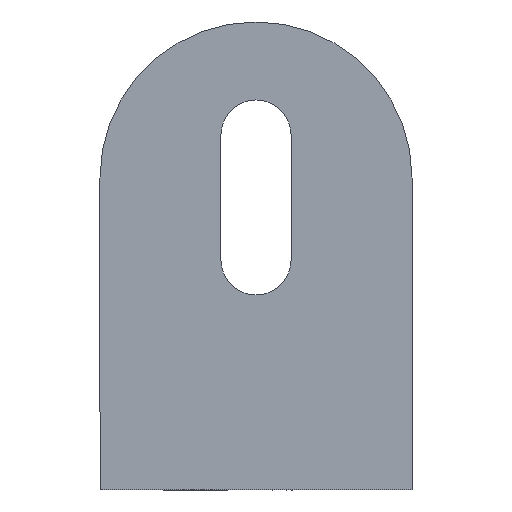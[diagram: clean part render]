
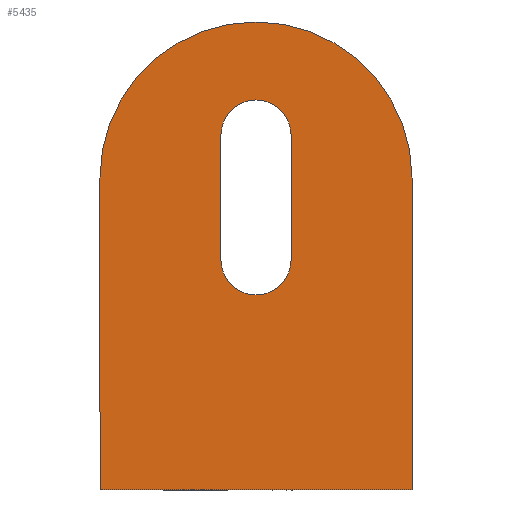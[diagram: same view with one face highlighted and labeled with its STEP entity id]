
A CAD part, left-side view. The second image highlights one B-rep face of the part: STEP entity #5435.
In plain terms, the highlighted planar face has unit normal (-1, 0, 0).
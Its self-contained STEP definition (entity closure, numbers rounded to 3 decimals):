
#22 = VECTOR ( 'NONE', #6492, 1000. ) ;
#38 = EDGE_CURVE ( 'NONE', #7202, #471, #6094, .T. ) ;
#114 = DIRECTION ( 'NONE',  ( 0., -1., 0. ) ) ;
#188 = CARTESIAN_POINT ( 'NONE',  ( -3., -20., 40. ) ) ;
#471 = VERTEX_POINT ( 'NONE', #188 ) ;
#839 = EDGE_CURVE ( 'NONE', #3174, #3793, #4972, .T. ) ;
#953 = AXIS2_PLACEMENT_3D ( 'NONE', #6833, #8330, #2103 ) ;
#972 = CARTESIAN_POINT ( 'NONE',  ( -3., -4.5, 45.5 ) ) ;
#1108 = EDGE_CURVE ( 'NONE', #471, #8404, #3238, .T. ) ;
#1126 = ORIENTED_EDGE ( 'NONE', *, *, #1293, .T. ) ;
#1293 = EDGE_CURVE ( 'NONE', #1859, #3174, #4464, .T. ) ;
#1616 = EDGE_CURVE ( 'NONE', #3793, #8127, #7302, .T. ) ;
#1710 = CARTESIAN_POINT ( 'NONE',  ( -3., 0., 29.5 ) ) ;
#1823 = VERTEX_POINT ( 'NONE', #6638 ) ;
#1859 = VERTEX_POINT ( 'NONE', #5130 ) ;
#2103 = DIRECTION ( 'NONE',  ( 0., 0., 1. ) ) ;
#2384 = DIRECTION ( 'NONE',  ( 0., 0., -1. ) ) ;
#2418 = PLANE ( 'NONE',  #3053 ) ;
#2421 = AXIS2_PLACEMENT_3D ( 'NONE', #1710, #2510, #8046 ) ;
#2453 = DIRECTION ( 'NONE',  ( -1., 0., 0. ) ) ;
#2510 = DIRECTION ( 'NONE',  ( 1., 0., 0. ) ) ;
#2518 = ORIENTED_EDGE ( 'NONE', *, *, #7048, .T. ) ;
#2847 = AXIS2_PLACEMENT_3D ( 'NONE', #9522, #4779, #5474 ) ;
#3022 = ORIENTED_EDGE ( 'NONE', *, *, #1108, .T. ) ;
#3027 = LINE ( 'NONE', #7865, #6962 ) ;
#3053 = AXIS2_PLACEMENT_3D ( 'NONE', #7956, #2453, #3237 ) ;
#3138 = DIRECTION ( 'NONE',  ( 1., 0., 0. ) ) ;
#3168 = DIRECTION ( 'NONE',  ( 0., 0., 1. ) ) ;
#3174 = VERTEX_POINT ( 'NONE', #5454 ) ;
#3237 = DIRECTION ( 'NONE',  ( 0., 0., 1. ) ) ;
#3238 = CIRCLE ( 'NONE', #6534, 20. ) ;
#3250 = VECTOR ( 'NONE', #3168, 1000. ) ;
#3311 = CARTESIAN_POINT ( 'NONE',  ( -3., -20., 0. ) ) ;
#3346 = CARTESIAN_POINT ( 'NONE',  ( -3., 20., 0. ) ) ;
#3793 = VERTEX_POINT ( 'NONE', #5015 ) ;
#3916 = VECTOR ( 'NONE', #114, 1000. ) ;
#4031 = CIRCLE ( 'NONE', #953, 20. ) ;
#4188 = FACE_OUTER_BOUND ( 'NONE', #8969, .T. ) ;
#4464 = CIRCLE ( 'NONE', #2421, 4.5 ) ;
#4726 = DIRECTION ( 'NONE',  ( 0., 0., -1. ) ) ;
#4748 = EDGE_CURVE ( 'NONE', #1823, #1859, #7401, .T. ) ;
#4779 = DIRECTION ( 'NONE',  ( 1., 0., 0. ) ) ;
#4972 = LINE ( 'NONE', #8799, #22 ) ;
#5015 = CARTESIAN_POINT ( 'NONE',  ( -3., 4.5, 45.5 ) ) ;
#5038 = ORIENTED_EDGE ( 'NONE', *, *, #1616, .T. ) ;
#5130 = CARTESIAN_POINT ( 'NONE',  ( -3., 0., 25. ) ) ;
#5204 = DIRECTION ( 'NONE',  ( 0., 0., 1. ) ) ;
#5435 = ADVANCED_FACE ( 'NONE', ( #5664, #4188 ), #2418, .T. ) ;
#5454 = CARTESIAN_POINT ( 'NONE',  ( -3., 4.5, 29.5 ) ) ;
#5474 = DIRECTION ( 'NONE',  ( 0., 0., -1. ) ) ;
#5543 = CARTESIAN_POINT ( 'NONE',  ( -3., 20., 40. ) ) ;
#5606 = ORIENTED_EDGE ( 'NONE', *, *, #4748, .T. ) ;
#5664 = FACE_BOUND ( 'NONE', #8562, .T. ) ;
#5744 = CARTESIAN_POINT ( 'NONE',  ( -3., 20., 0. ) ) ;
#5749 = ORIENTED_EDGE ( 'NONE', *, *, #7571, .T. ) ;
#5854 = VERTEX_POINT ( 'NONE', #5543 ) ;
#5876 = VECTOR ( 'NONE', #9032, 1000. ) ;
#5894 = LINE ( 'NONE', #5744, #3916 ) ;
#5976 = DIRECTION ( 'NONE',  ( -1., 0., 0. ) ) ;
#6094 = LINE ( 'NONE', #8699, #3250 ) ;
#6492 = DIRECTION ( 'NONE',  ( 0., 0., 1. ) ) ;
#6534 = AXIS2_PLACEMENT_3D ( 'NONE', #9061, #5976, #5204 ) ;
#6638 = CARTESIAN_POINT ( 'NONE',  ( -3., -4.5, 29.5 ) ) ;
#6833 = CARTESIAN_POINT ( 'NONE',  ( -3., 0., 40. ) ) ;
#6858 = AXIS2_PLACEMENT_3D ( 'NONE', #7130, #3138, #4726 ) ;
#6962 = VECTOR ( 'NONE', #2384, 1000. ) ;
#7048 = EDGE_CURVE ( 'NONE', #9538, #7202, #5894, .T. ) ;
#7130 = CARTESIAN_POINT ( 'NONE',  ( -3., 0., 45.5 ) ) ;
#7202 = VERTEX_POINT ( 'NONE', #3311 ) ;
#7214 = CARTESIAN_POINT ( 'NONE',  ( -3., 0., 60. ) ) ;
#7302 = CIRCLE ( 'NONE', #6858, 4.5 ) ;
#7401 = CIRCLE ( 'NONE', #2847, 4.5 ) ;
#7571 = EDGE_CURVE ( 'NONE', #8404, #5854, #4031, .T. ) ;
#7589 = CARTESIAN_POINT ( 'NONE',  ( -3., -4.5, 45.5 ) ) ;
#7704 = ORIENTED_EDGE ( 'NONE', *, *, #38, .T. ) ;
#7865 = CARTESIAN_POINT ( 'NONE',  ( -3., 20., 40. ) ) ;
#7956 = CARTESIAN_POINT ( 'NONE',  ( -3., 0., 40. ) ) ;
#7957 = EDGE_CURVE ( 'NONE', #5854, #9538, #3027, .T. ) ;
#7965 = LINE ( 'NONE', #7589, #5876 ) ;
#8046 = DIRECTION ( 'NONE',  ( 0., 0., -1. ) ) ;
#8127 = VERTEX_POINT ( 'NONE', #972 ) ;
#8330 = DIRECTION ( 'NONE',  ( -1., 0., 0. ) ) ;
#8404 = VERTEX_POINT ( 'NONE', #7214 ) ;
#8511 = EDGE_CURVE ( 'NONE', #8127, #1823, #7965, .T. ) ;
#8562 = EDGE_LOOP ( 'NONE', ( #5038, #10162, #5606, #1126, #10045 ) ) ;
#8699 = CARTESIAN_POINT ( 'NONE',  ( -3., -20., 0. ) ) ;
#8799 = CARTESIAN_POINT ( 'NONE',  ( -3., 4.5, 45.5 ) ) ;
#8969 = EDGE_LOOP ( 'NONE', ( #3022, #5749, #9104, #2518, #7704 ) ) ;
#9032 = DIRECTION ( 'NONE',  ( 0., 0., -1. ) ) ;
#9061 = CARTESIAN_POINT ( 'NONE',  ( -3., 0., 40. ) ) ;
#9104 = ORIENTED_EDGE ( 'NONE', *, *, #7957, .T. ) ;
#9522 = CARTESIAN_POINT ( 'NONE',  ( -3., 0., 29.5 ) ) ;
#9538 = VERTEX_POINT ( 'NONE', #3346 ) ;
#10045 = ORIENTED_EDGE ( 'NONE', *, *, #839, .T. ) ;
#10162 = ORIENTED_EDGE ( 'NONE', *, *, #8511, .T. ) ;
